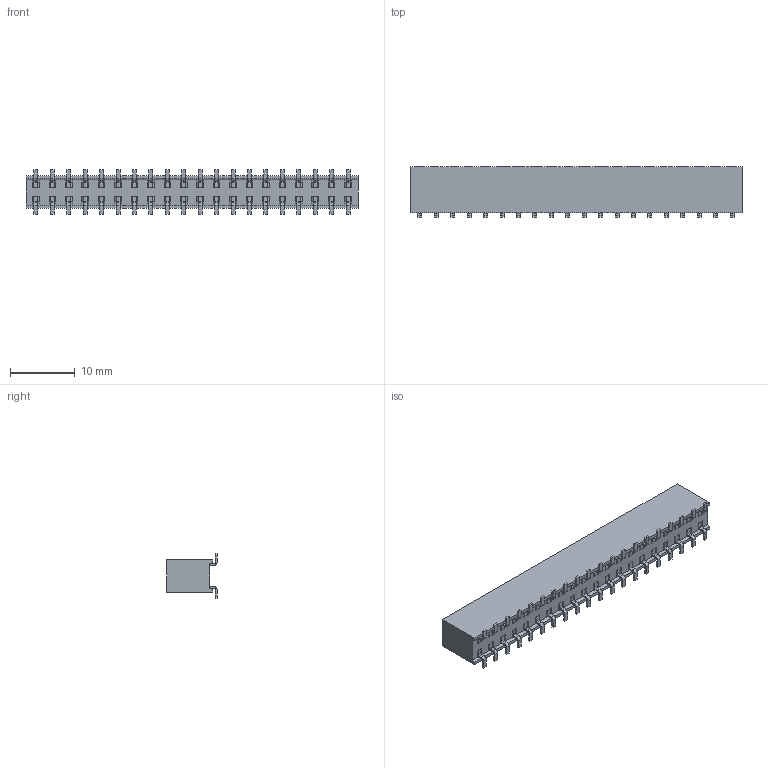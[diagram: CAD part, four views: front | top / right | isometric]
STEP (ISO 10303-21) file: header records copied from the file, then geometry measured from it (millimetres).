
FILE_DESCRIPTION (( 'STEP AP214' ), '1' );
FILE_NAME ('NPTC202KFMS-RC.STEP', '2021-11-17T21:38:25', ( '' ), ( '' ), 'SwSTEP 2.0', 'SolidWorks 2017', '' );
FILE_SCHEMA (( 'AUTOMOTIVE_DESIGN' ));
Length unit declared in the file: inch
Products named in the file (1): NPTC202KFMS-RC
Bounding box: 51.31 x 7.75 x 6.86 mm (x, y, z)
Volume: 1501 mm3; surface area: 3486.7 mm2
Topology: 41 solids, 41 shells, 2290 faces, 6024 edges, 3856 vertices
Faces by surface type: plane 1650, cylinder 640
Entity records: 70368 total; most frequent: CARTESIAN_POINT 12171, ORIENTED_EDGE 12048, DIRECTION 11886, EDGE_CURVE 6024, LINE 4744, VECTOR 4744, VERTEX_POINT 3856, AXIS2_PLACEMENT_3D 3571
